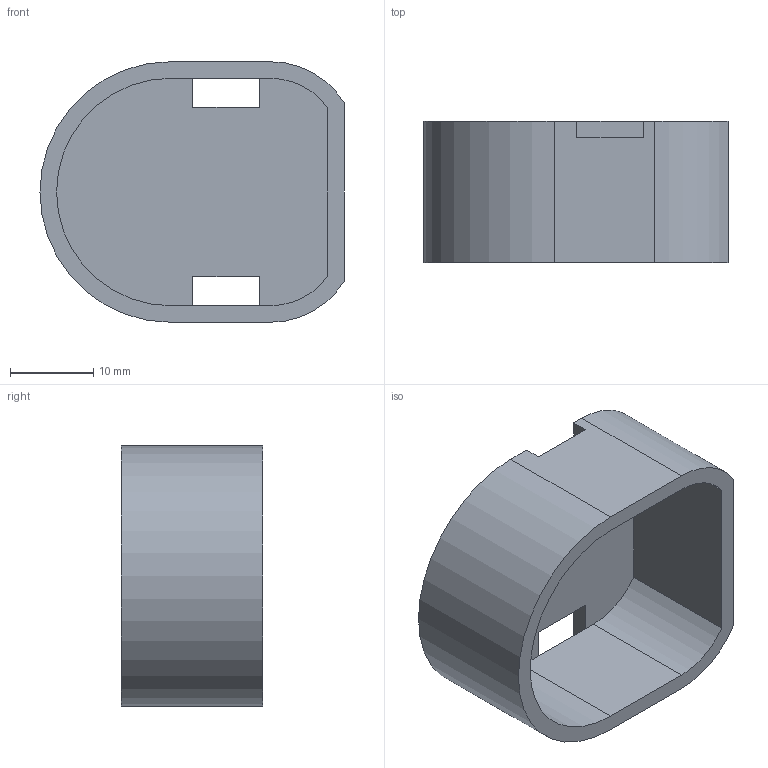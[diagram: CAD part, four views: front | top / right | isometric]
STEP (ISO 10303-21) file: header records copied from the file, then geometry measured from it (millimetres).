
FILE_DESCRIPTION (( 'STEP AP214' ), '1' );
FILE_NAME ('Test ring.STEP', '2023-08-02T21:11:51', ( '' ), ( '' ), 'SwSTEP 2.0', 'SolidWorks 2022', '' );
FILE_SCHEMA (( 'AUTOMOTIVE_DESIGN' ));
Length unit declared in the file: millimetre
Products named in the file (1): Test ring
Bounding box: 36.6 x 17 x 31.36 mm (x, y, z)
Volume: 5129.2 mm3; surface area: 5527.5 mm2
Topology: 1 solids, 1 shells, 41 faces, 116 edges, 76 vertices
Faces by surface type: plane 35, cylinder 6
Entity records: 1352 total; most frequent: CARTESIAN_POINT 234, ORIENTED_EDGE 232, DIRECTION 212, EDGE_CURVE 116, LINE 104, VECTOR 104, VERTEX_POINT 76, AXIS2_PLACEMENT_3D 54
